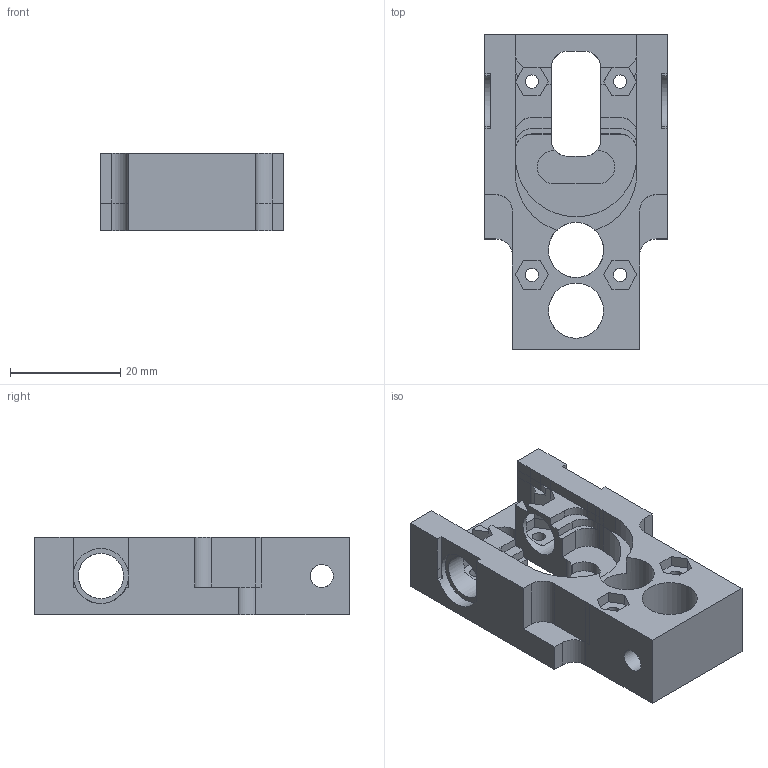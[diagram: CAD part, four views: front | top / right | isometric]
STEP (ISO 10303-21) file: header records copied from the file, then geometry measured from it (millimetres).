
FILE_DESCRIPTION(('FreeCAD Model'),'2;1');
FILE_NAME('Open CASCADE Shape Model','2022-05-26T01:46:14',('Author'),( ''),'Open CASCADE STEP processor 7.5','FreeCAD','Unknown');
FILE_SCHEMA(('AUTOMOTIVE_DESIGN { 1 0 10303 214 1 1 1 1 }'));
Length unit declared in the file: millimetre
Products named in the file (1): dynamixel_joint
Bounding box: 33 x 57 x 14 mm (x, y, z)
Volume: 12387.4 mm3; surface area: 7782.4 mm2
Topology: 1 solids, 1 shells, 174 faces, 475 edges, 300 vertices
Faces by surface type: plane 139, cylinder 35
Full cylindrical faces by diameter (mm): 2.4 x4, 4.2 x2, 8.2 x2, 10 x4
Entity records: 12409 total; most frequent: CARTESIAN_POINT 2760, DIRECTION 1826, LINE 1197, VECTOR 1197, ORIENTED_EDGE 950, PCURVE 950, DEFINITIONAL_REPRESENTATION 950, EDGE_CURVE 475
